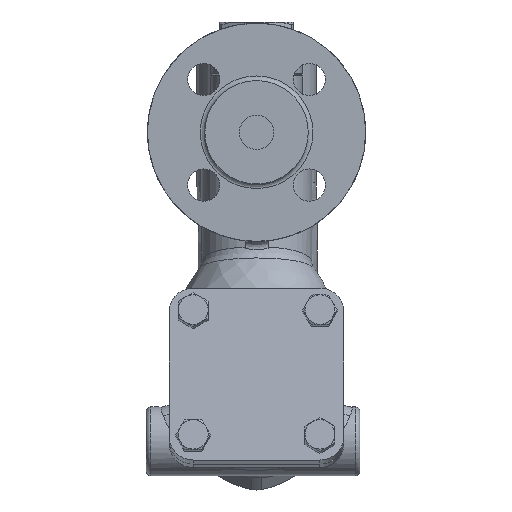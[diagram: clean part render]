
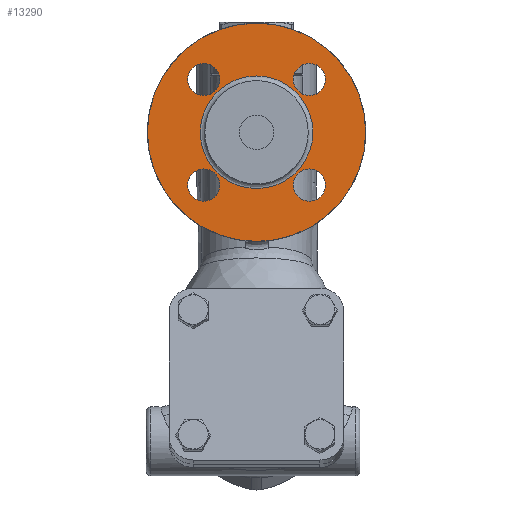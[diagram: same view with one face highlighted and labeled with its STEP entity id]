
A CAD part, left-side view. The second image highlights one B-rep face of the part: STEP entity #13290.
In plain terms, the highlighted planar face has unit normal (-1, 0, 0).
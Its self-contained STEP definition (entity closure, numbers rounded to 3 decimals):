
#4094=CARTESIAN_POINT('',(6.5,0.0,154.5));
#4095=VERTEX_POINT('',#4094);
#4096=CARTESIAN_POINT('',(6.5,0.0,107.));
#4097=DIRECTION('',(-1.0,0.0,0.0));
#4098=DIRECTION('',(0.0,0.0,1.0));
#4099=AXIS2_PLACEMENT_3D('',#4096,#4097,#4098);
#4100=CIRCLE('',#4099,47.5);
#4101=EDGE_CURVE('',#4095,#4095,#4100,.T.);
#13220=CARTESIAN_POINT('',(6.5,0.0,131.5));
#13221=VERTEX_POINT('',#13220);
#13222=CARTESIAN_POINT('',(6.5,0.0,107.));
#13223=DIRECTION('',(-1.0,0.0,0.0));
#13224=DIRECTION('',(0.0,0.0,-1.0));
#13225=AXIS2_PLACEMENT_3D('',#13222,#13223,#13224);
#13226=CIRCLE('',#13225,24.5);
#13227=EDGE_CURVE('',#13221,#13221,#13226,.T.);
#13235=CARTESIAN_POINT('',(6.5,0.0,142.));
#13236=DIRECTION('',(-1.0,0.0,0.0));
#13237=DIRECTION('',(0.0,0.0,1.0));
#13238=AXIS2_PLACEMENT_3D('',#13235,#13236,#13237);
#13239=PLANE('',#13238);
#13240=ORIENTED_EDGE('',*,*,#4101,.T.);
#13241=EDGE_LOOP('',(#13240));
#13242=FACE_OUTER_BOUND('',#13241,.T.);
#13243=CARTESIAN_POINT('',(6.5,-22.981,136.981));
#13244=VERTEX_POINT('',#13243);
#13245=CARTESIAN_POINT('',(6.5,-22.981,129.981));
#13246=DIRECTION('',(1.0,0.0,0.0));
#13247=DIRECTION('',(0.0,0.0,1.0));
#13248=AXIS2_PLACEMENT_3D('',#13245,#13246,#13247);
#13249=CIRCLE('',#13248,7.);
#13250=EDGE_CURVE('',#13244,#13244,#13249,.T.);
#13251=ORIENTED_EDGE('',*,*,#13250,.T.);
#13252=EDGE_LOOP('',(#13251));
#13253=FACE_BOUND('',#13252,.T.);
#13254=CARTESIAN_POINT('',(6.5,29.981,129.981));
#13255=VERTEX_POINT('',#13254);
#13256=CARTESIAN_POINT('',(6.5,22.981,129.981));
#13257=DIRECTION('',(1.0,0.0,0.0));
#13258=DIRECTION('',(0.0,1.0,0.0));
#13259=AXIS2_PLACEMENT_3D('',#13256,#13257,#13258);
#13260=CIRCLE('',#13259,7.);
#13261=EDGE_CURVE('',#13255,#13255,#13260,.T.);
#13262=ORIENTED_EDGE('',*,*,#13261,.T.);
#13263=EDGE_LOOP('',(#13262));
#13264=FACE_BOUND('',#13263,.T.);
#13265=CARTESIAN_POINT('',(6.5,22.981,77.019));
#13266=VERTEX_POINT('',#13265);
#13267=CARTESIAN_POINT('',(6.5,22.981,84.019));
#13268=DIRECTION('',(1.0,0.,0.));
#13269=DIRECTION('',(0.,0.,-1.0));
#13270=AXIS2_PLACEMENT_3D('',#13267,#13268,#13269);
#13271=CIRCLE('',#13270,7.);
#13272=EDGE_CURVE('',#13266,#13266,#13271,.T.);
#13273=ORIENTED_EDGE('',*,*,#13272,.T.);
#13274=EDGE_LOOP('',(#13273));
#13275=FACE_BOUND('',#13274,.T.);
#13276=CARTESIAN_POINT('',(6.5,-29.981,84.019));
#13277=VERTEX_POINT('',#13276);
#13278=CARTESIAN_POINT('',(6.5,-22.981,84.019));
#13279=DIRECTION('',(1.0,0.0,0.0));
#13280=DIRECTION('',(0.0,-1.0,0.0));
#13281=AXIS2_PLACEMENT_3D('',#13278,#13279,#13280);
#13282=CIRCLE('',#13281,7.);
#13283=EDGE_CURVE('',#13277,#13277,#13282,.T.);
#13284=ORIENTED_EDGE('',*,*,#13283,.T.);
#13285=EDGE_LOOP('',(#13284));
#13286=FACE_BOUND('',#13285,.T.);
#13287=ORIENTED_EDGE('',*,*,#13227,.F.);
#13288=EDGE_LOOP('',(#13287));
#13289=FACE_BOUND('',#13288,.T.);
#13290=ADVANCED_FACE('',(#13242,#13253,#13264,#13275,#13286,#13289),#13239,.T.);
